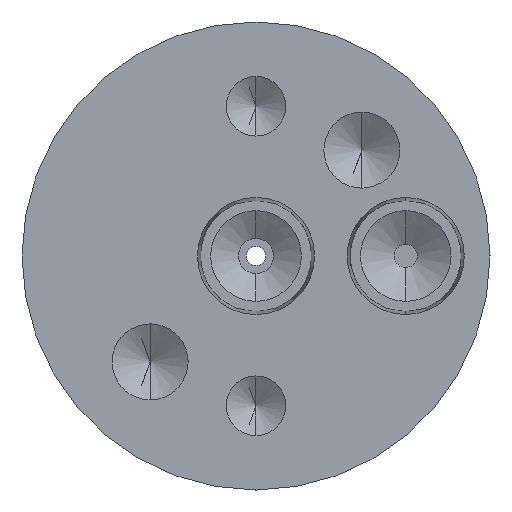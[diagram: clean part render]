
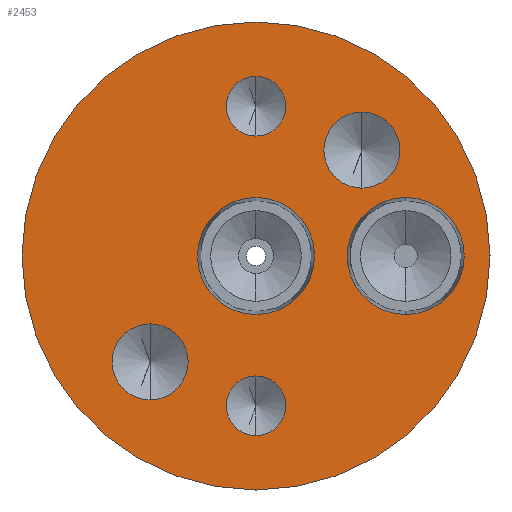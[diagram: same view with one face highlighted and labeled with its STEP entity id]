
A CAD part, front view. The second image highlights one B-rep face of the part: STEP entity #2453.
In plain terms, the highlighted planar face has unit normal (0, -1, 0).
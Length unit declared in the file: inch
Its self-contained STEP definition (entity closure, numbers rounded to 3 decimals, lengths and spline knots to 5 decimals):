
#13 = ORIENTED_EDGE ( 'NONE', *, *, #1437, .F. ) ;
#31 = ORIENTED_EDGE ( 'NONE', *, *, #2379, .F. ) ;
#51 = EDGE_CURVE ( 'NONE', #2624, #1597, #133, .T. ) ;
#73 = CARTESIAN_POINT ( 'NONE',  ( 0.4, -0.5, 0.15625 ) ) ;
#92 = CARTESIAN_POINT ( 'NONE',  ( -0.625, -0.5, 0. ) ) ;
#104 = CARTESIAN_POINT ( 'NONE',  ( -0.28284, -0.5, -0.28284 ) ) ;
#122 = AXIS2_PLACEMENT_3D ( 'NONE', #1739, #1803, #214 ) ;
#133 = CIRCLE ( 'NONE', #942, 0.0795 ) ;
#134 = CIRCLE ( 'NONE', #2527, 0.10156 ) ;
#198 = CARTESIAN_POINT ( 'NONE',  ( 0., -0.5, 0. ) ) ;
#211 = AXIS2_PLACEMENT_3D ( 'NONE', #1292, #1576, #804 ) ;
#214 = DIRECTION ( 'NONE',  ( 0., 0., -1. ) ) ;
#235 = EDGE_CURVE ( 'NONE', #329, #1915, #1372, .T. ) ;
#238 = DIRECTION ( 'NONE',  ( 0., 0., -1. ) ) ;
#251 = EDGE_CURVE ( 'NONE', #2959, #681, #134, .T. ) ;
#256 = DIRECTION ( 'NONE',  ( 0., 0., -1. ) ) ;
#260 = CARTESIAN_POINT ( 'NONE',  ( 0.28284, -0.5, 0.28284 ) ) ;
#261 = CIRCLE ( 'NONE', #2140, 0.625 ) ;
#303 = EDGE_LOOP ( 'NONE', ( #1287, #1801 ) ) ;
#329 = VERTEX_POINT ( 'NONE', #2065 ) ;
#337 = AXIS2_PLACEMENT_3D ( 'NONE', #3241, #1485, #959 ) ;
#340 = PLANE ( 'NONE',  #1473 ) ;
#422 = DIRECTION ( 'NONE',  ( 0., 0., -1. ) ) ;
#433 = VERTEX_POINT ( 'NONE', #1662 ) ;
#474 = DIRECTION ( 'NONE',  ( 0., 0., 1. ) ) ;
#606 = AXIS2_PLACEMENT_3D ( 'NONE', #1031, #3068, #3046 ) ;
#633 = VERTEX_POINT ( 'NONE', #1378 ) ;
#652 = CARTESIAN_POINT ( 'NONE',  ( 0.4, -0.5, 0. ) ) ;
#669 = DIRECTION ( 'NONE',  ( 0., -1., 0. ) ) ;
#681 = VERTEX_POINT ( 'NONE', #2606 ) ;
#717 = DIRECTION ( 'NONE',  ( 0., 1., 0. ) ) ;
#722 = AXIS2_PLACEMENT_3D ( 'NONE', #2752, #1530, #238 ) ;
#732 = DIRECTION ( 'NONE',  ( 0., -1., 0. ) ) ;
#740 = ORIENTED_EDGE ( 'NONE', *, *, #2010, .F. ) ;
#758 = DIRECTION ( 'NONE',  ( 0., 0., -1. ) ) ;
#778 = CARTESIAN_POINT ( 'NONE',  ( -0.28284, -0.5, -0.28284 ) ) ;
#795 = FACE_OUTER_BOUND ( 'NONE', #1673, .T. ) ;
#804 = DIRECTION ( 'NONE',  ( 0., 0., -1. ) ) ;
#811 = FACE_BOUND ( 'NONE', #1219, .T. ) ;
#828 = CARTESIAN_POINT ( 'NONE',  ( 0., -0.5, 0.625 ) ) ;
#855 = EDGE_CURVE ( 'NONE', #1644, #892, #3139, .T. ) ;
#861 = CARTESIAN_POINT ( 'NONE',  ( 0., -0.5, 0.4 ) ) ;
#892 = VERTEX_POINT ( 'NONE', #2923 ) ;
#924 = VERTEX_POINT ( 'NONE', #2616 ) ;
#942 = AXIS2_PLACEMENT_3D ( 'NONE', #861, #1124, #2069 ) ;
#949 = EDGE_LOOP ( 'NONE', ( #1420, #2832 ) ) ;
#959 = DIRECTION ( 'NONE',  ( 0., 0., 1. ) ) ;
#961 = AXIS2_PLACEMENT_3D ( 'NONE', #778, #1561, #1077 ) ;
#1011 = EDGE_CURVE ( 'NONE', #892, #1644, #2197, .T. ) ;
#1018 = ORIENTED_EDGE ( 'NONE', *, *, #855, .F. ) ;
#1031 = CARTESIAN_POINT ( 'NONE',  ( 0., -0.5, -0.4 ) ) ;
#1068 = FACE_BOUND ( 'NONE', #949, .T. ) ;
#1077 = DIRECTION ( 'NONE',  ( 0., 0., -1. ) ) ;
#1121 = DIRECTION ( 'NONE',  ( 0., -1., 0. ) ) ;
#1124 = DIRECTION ( 'NONE',  ( 0., -1., 0. ) ) ;
#1219 = EDGE_LOOP ( 'NONE', ( #31, #2322 ) ) ;
#1257 = CIRCLE ( 'NONE', #1715, 0.10156 ) ;
#1287 = ORIENTED_EDGE ( 'NONE', *, *, #1912, .F. ) ;
#1292 = CARTESIAN_POINT ( 'NONE',  ( 0., -0.5, 0. ) ) ;
#1372 = CIRCLE ( 'NONE', #2476, 0.15625 ) ;
#1374 = FACE_BOUND ( 'NONE', #303, .T. ) ;
#1378 = CARTESIAN_POINT ( 'NONE',  ( 0.4, -0.5, -0.15625 ) ) ;
#1420 = ORIENTED_EDGE ( 'NONE', *, *, #1461, .F. ) ;
#1423 = CARTESIAN_POINT ( 'NONE',  ( 0., -0.5, -0.4 ) ) ;
#1436 = DIRECTION ( 'NONE',  ( 0., -1., 0. ) ) ;
#1437 = EDGE_CURVE ( 'NONE', #2694, #2002, #261, .T. ) ;
#1446 = CARTESIAN_POINT ( 'NONE',  ( -0.28284, -0.5, -0.38441 ) ) ;
#1449 = CARTESIAN_POINT ( 'NONE',  ( 0., -0.5, 0.4795 ) ) ;
#1461 = EDGE_CURVE ( 'NONE', #1915, #329, #1653, .T. ) ;
#1473 = AXIS2_PLACEMENT_3D ( 'NONE', #92, #1436, #2206 ) ;
#1480 = EDGE_CURVE ( 'NONE', #924, #433, #2080, .T. ) ;
#1485 = DIRECTION ( 'NONE',  ( 0., 1., 0. ) ) ;
#1530 = DIRECTION ( 'NONE',  ( 0., -1., 0. ) ) ;
#1561 = DIRECTION ( 'NONE',  ( 0., -1., 0. ) ) ;
#1576 = DIRECTION ( 'NONE',  ( 0., -1., 0. ) ) ;
#1589 = CARTESIAN_POINT ( 'NONE',  ( 0., -0.5, 0. ) ) ;
#1597 = VERTEX_POINT ( 'NONE', #2378 ) ;
#1600 = ORIENTED_EDGE ( 'NONE', *, *, #1480, .F. ) ;
#1644 = VERTEX_POINT ( 'NONE', #1446 ) ;
#1648 = DIRECTION ( 'NONE',  ( 0., 0., -1. ) ) ;
#1653 = CIRCLE ( 'NONE', #211, 0.15625 ) ;
#1662 = CARTESIAN_POINT ( 'NONE',  ( 0., -0.5, -0.3205 ) ) ;
#1673 = EDGE_LOOP ( 'NONE', ( #13, #1731 ) ) ;
#1715 = AXIS2_PLACEMENT_3D ( 'NONE', #260, #732, #758 ) ;
#1720 = AXIS2_PLACEMENT_3D ( 'NONE', #1423, #669, #3193 ) ;
#1731 = ORIENTED_EDGE ( 'NONE', *, *, #2644, .F. ) ;
#1739 = CARTESIAN_POINT ( 'NONE',  ( 0.4, -0.5, 0. ) ) ;
#1771 = CARTESIAN_POINT ( 'NONE',  ( 0., -0.5, -0.15625 ) ) ;
#1801 = ORIENTED_EDGE ( 'NONE', *, *, #251, .F. ) ;
#1803 = DIRECTION ( 'NONE',  ( 0., -1., 0. ) ) ;
#1823 = EDGE_LOOP ( 'NONE', ( #1925, #3132 ) ) ;
#1829 = CIRCLE ( 'NONE', #337, 0.625 ) ;
#1838 = CARTESIAN_POINT ( 'NONE',  ( 0.28284, -0.5, 0.28284 ) ) ;
#1900 = DIRECTION ( 'NONE',  ( 0., -1., 0. ) ) ;
#1907 = DIRECTION ( 'NONE',  ( 0., -1., 0. ) ) ;
#1912 = EDGE_CURVE ( 'NONE', #681, #2959, #1257, .T. ) ;
#1915 = VERTEX_POINT ( 'NONE', #1771 ) ;
#1922 = CARTESIAN_POINT ( 'NONE',  ( 0., -0.5, -0.625 ) ) ;
#1925 = ORIENTED_EDGE ( 'NONE', *, *, #1974, .F. ) ;
#1936 = EDGE_CURVE ( 'NONE', #2826, #633, #2994, .T. ) ;
#1974 = EDGE_CURVE ( 'NONE', #633, #2826, #2300, .T. ) ;
#1989 = CIRCLE ( 'NONE', #1720, 0.0795 ) ;
#2002 = VERTEX_POINT ( 'NONE', #1922 ) ;
#2010 = EDGE_CURVE ( 'NONE', #433, #924, #1989, .T. ) ;
#2065 = CARTESIAN_POINT ( 'NONE',  ( 0., -0.5, 0.15625 ) ) ;
#2069 = DIRECTION ( 'NONE',  ( 0., 0., -1. ) ) ;
#2080 = CIRCLE ( 'NONE', #606, 0.0795 ) ;
#2140 = AXIS2_PLACEMENT_3D ( 'NONE', #198, #717, #474 ) ;
#2197 = CIRCLE ( 'NONE', #2728, 0.10156 ) ;
#2202 = ORIENTED_EDGE ( 'NONE', *, *, #1011, .F. ) ;
#2206 = DIRECTION ( 'NONE',  ( 0., 0., -1. ) ) ;
#2300 = CIRCLE ( 'NONE', #2997, 0.15625 ) ;
#2322 = ORIENTED_EDGE ( 'NONE', *, *, #51, .F. ) ;
#2355 = FACE_BOUND ( 'NONE', #2699, .T. ) ;
#2378 = CARTESIAN_POINT ( 'NONE',  ( 0., -0.5, 0.3205 ) ) ;
#2379 = EDGE_CURVE ( 'NONE', #1597, #2624, #2949, .T. ) ;
#2453 = ADVANCED_FACE ( 'NONE', ( #1374, #2355, #811, #2587, #1068, #2877, #795 ), #340, .T. ) ;
#2476 = AXIS2_PLACEMENT_3D ( 'NONE', #1589, #3124, #256 ) ;
#2527 = AXIS2_PLACEMENT_3D ( 'NONE', #1838, #1121, #3067 ) ;
#2587 = FACE_BOUND ( 'NONE', #2910, .T. ) ;
#2606 = CARTESIAN_POINT ( 'NONE',  ( 0.28284, -0.5, 0.18128 ) ) ;
#2616 = CARTESIAN_POINT ( 'NONE',  ( 0., -0.5, -0.4795 ) ) ;
#2624 = VERTEX_POINT ( 'NONE', #1449 ) ;
#2644 = EDGE_CURVE ( 'NONE', #2002, #2694, #1829, .T. ) ;
#2694 = VERTEX_POINT ( 'NONE', #828 ) ;
#2699 = EDGE_LOOP ( 'NONE', ( #1018, #2202 ) ) ;
#2728 = AXIS2_PLACEMENT_3D ( 'NONE', #104, #1900, #422 ) ;
#2752 = CARTESIAN_POINT ( 'NONE',  ( 0., -0.5, 0.4 ) ) ;
#2796 = CARTESIAN_POINT ( 'NONE',  ( 0.28284, -0.5, 0.38441 ) ) ;
#2826 = VERTEX_POINT ( 'NONE', #73 ) ;
#2832 = ORIENTED_EDGE ( 'NONE', *, *, #235, .F. ) ;
#2877 = FACE_BOUND ( 'NONE', #1823, .T. ) ;
#2910 = EDGE_LOOP ( 'NONE', ( #1600, #740 ) ) ;
#2923 = CARTESIAN_POINT ( 'NONE',  ( -0.28284, -0.5, -0.18128 ) ) ;
#2949 = CIRCLE ( 'NONE', #722, 0.0795 ) ;
#2959 = VERTEX_POINT ( 'NONE', #2796 ) ;
#2994 = CIRCLE ( 'NONE', #122, 0.15625 ) ;
#2997 = AXIS2_PLACEMENT_3D ( 'NONE', #652, #1907, #1648 ) ;
#3046 = DIRECTION ( 'NONE',  ( 0., 0., -1. ) ) ;
#3067 = DIRECTION ( 'NONE',  ( 0., 0., -1. ) ) ;
#3068 = DIRECTION ( 'NONE',  ( 0., -1., 0. ) ) ;
#3124 = DIRECTION ( 'NONE',  ( 0., -1., 0. ) ) ;
#3132 = ORIENTED_EDGE ( 'NONE', *, *, #1936, .F. ) ;
#3139 = CIRCLE ( 'NONE', #961, 0.10156 ) ;
#3193 = DIRECTION ( 'NONE',  ( 0., 0., -1. ) ) ;
#3241 = CARTESIAN_POINT ( 'NONE',  ( 0., -0.5, 0. ) ) ;
